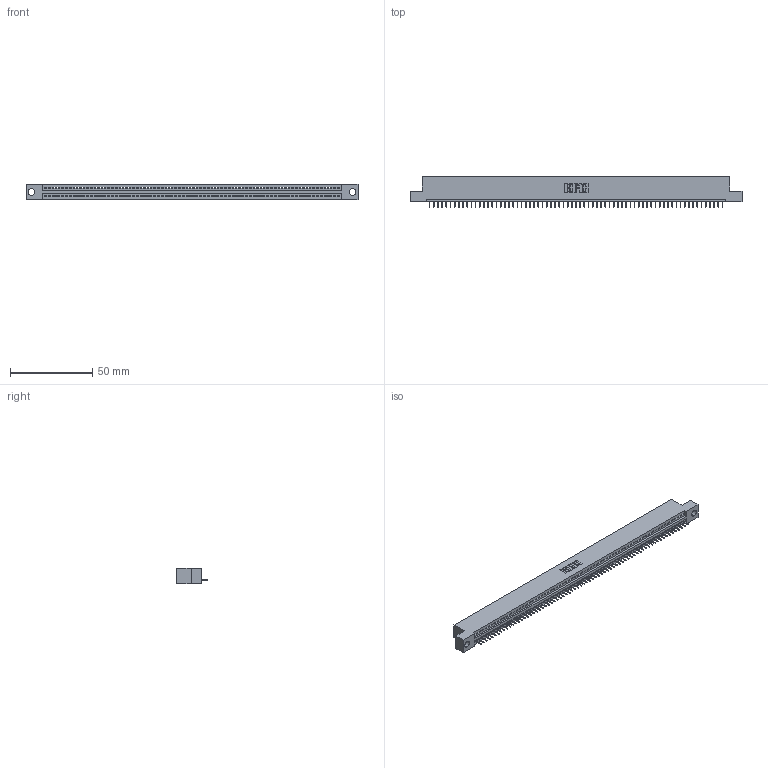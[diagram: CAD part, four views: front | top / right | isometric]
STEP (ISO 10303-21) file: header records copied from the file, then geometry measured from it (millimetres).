
FILE_DESCRIPTION (( 'STEP AP203' ), '1' );
FILE_NAME ('395-071-525-104.STEP', '2020-09-25T06:17:47', ( '' ), ( '' ), 'SwSTEP 2.0', 'SolidWorks 2020', '' );
FILE_SCHEMA (( 'CONFIG_CONTROL_DESIGN' ));
Length unit declared in the file: inch
Products named in the file (3): 345 Part_Flush Mounting Lugs - 0.156 Dia-TH; 395-071-525-104; 345-292-001_345-293-125
Assembly tree (72 placements, depth 2):
  395-071-525-104
    345 Part_Flush Mounting Lugs - 0.156 Dia-TH
    345-292-001_345-293-125  x71
Bounding box: 201.55 x 18.72 x 9.4 mm (x, y, z)
Volume: 19003.1 mm3; surface area: 24489.7 mm2
Topology: 72 solids, 72 shells, 4528 faces, 13121 edges, 8462 vertices
Faces by surface type: plane 3346, cylinder 1182
Entity records: 49609 total; most frequent: ORIENTED_EDGE 8602, CARTESIAN_POINT 8597, DIRECTION 7467, EDGE_CURVE 4301, VECTOR 3889, LINE 3889, VERTEX_POINT 2862, AXIS2_PLACEMENT_3D 1789
